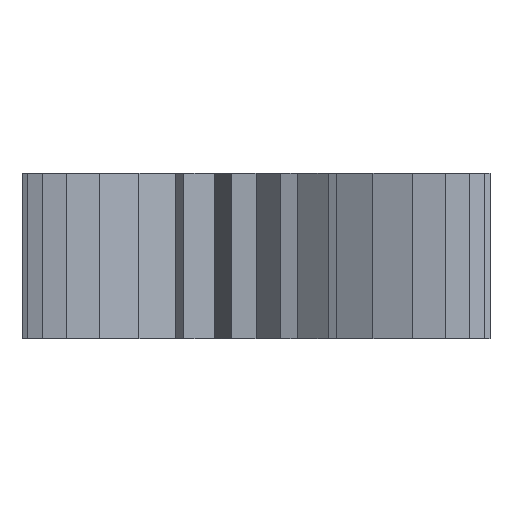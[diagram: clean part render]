
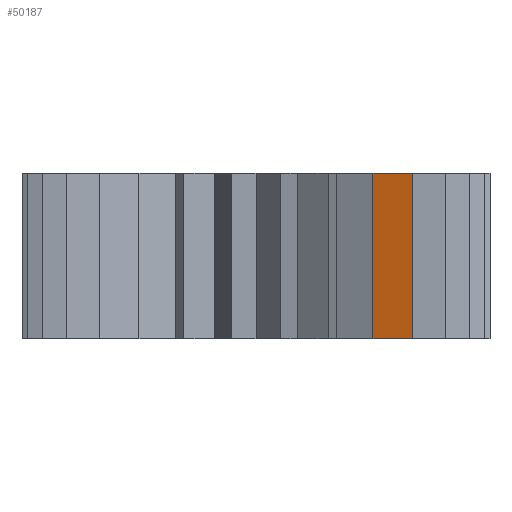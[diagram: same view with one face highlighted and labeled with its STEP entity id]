
A CAD part, front view. The second image highlights one B-rep face of the part: STEP entity #50187.
In plain terms, the highlighted planar face has unit normal (-0.309, -0.951, 0).
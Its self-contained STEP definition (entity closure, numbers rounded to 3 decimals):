
#42123 = PLANE('',#42124);
#42124 = AXIS2_PLACEMENT_3D('',#42125,#42126,#42127);
#42125 = CARTESIAN_POINT('',(30.,-87.2,265.));
#42126 = DIRECTION('',(0.,0.,1.));
#42127 = DIRECTION('',(0.309,0.951,0.));
#42317 = VERTEX_POINT('',#42318);
#42318 = CARTESIAN_POINT('',(37.05,-96.903,265.));
#46785 = VERTEX_POINT('',#46786);
#46786 = CARTESIAN_POINT('',(39.435,-97.678,265.));
#46800 = PLANE('',#46801);
#46801 = AXIS2_PLACEMENT_3D('',#46802,#46803,#46804);
#46802 = CARTESIAN_POINT('',(39.435,-97.678,255.));
#46803 = DIRECTION('',(-0.978,-0.208,0.));
#46804 = DIRECTION('',(-0.208,0.978,0.));
#46814 = EDGE_CURVE('',#42317,#46785,#46815,.T.);
#46815 = SURFACE_CURVE('',#46816,(#46820,#46827),.PCURVE_S1.);
#46816 = LINE('',#46817,#46818);
#46817 = CARTESIAN_POINT('',(16.208,-90.132,265.));
#46818 = VECTOR('',#46819,1.);
#46819 = DIRECTION('',(0.951,-0.309,0.));
#46820 = PCURVE('',#42123,#46821);
#46821 = DEFINITIONAL_REPRESENTATION('',(#46822),#46826);
#46822 = LINE('',#46823,#46824);
#46823 = CARTESIAN_POINT('',(-7.05,12.211));
#46824 = VECTOR('',#46825,1.);
#46825 = DIRECTION('',(0.,-1.));
#46826 = ( GEOMETRIC_REPRESENTATION_CONTEXT(2) 
PARAMETRIC_REPRESENTATION_CONTEXT() REPRESENTATION_CONTEXT('2D SPACE',''
  ) );
#46827 = PCURVE('',#46828,#46833);
#46828 = PLANE('',#46829);
#46829 = AXIS2_PLACEMENT_3D('',#46830,#46831,#46832);
#46830 = CARTESIAN_POINT('',(16.208,-90.132,255.));
#46831 = DIRECTION('',(0.309,0.951,0.));
#46832 = DIRECTION('',(0.951,-0.309,0.));
#46833 = DEFINITIONAL_REPRESENTATION('',(#46834),#46838);
#46834 = LINE('',#46835,#46836);
#46835 = CARTESIAN_POINT('',(0.,-10.));
#46836 = VECTOR('',#46837,1.);
#46837 = DIRECTION('',(1.,0.));
#46838 = ( GEOMETRIC_REPRESENTATION_CONTEXT(2) 
PARAMETRIC_REPRESENTATION_CONTEXT() REPRESENTATION_CONTEXT('2D SPACE',''
  ) );
#46918 = PLANE('',#46919);
#46919 = AXIS2_PLACEMENT_3D('',#46920,#46921,#46922);
#46920 = CARTESIAN_POINT('',(37.05,-99.411,255.));
#46921 = DIRECTION('',(-1.,0.,0.));
#46922 = DIRECTION('',(0.,1.,0.));
#49687 = PLANE('',#49688);
#49688 = AXIS2_PLACEMENT_3D('',#49689,#49690,#49691);
#49689 = CARTESIAN_POINT('',(30.,-87.2,255.));
#49690 = DIRECTION('',(0.,0.,1.));
#49691 = DIRECTION('',(0.309,0.951,0.));
#50143 = VERTEX_POINT('',#50144);
#50144 = CARTESIAN_POINT('',(39.435,-97.678,255.));
#50165 = EDGE_CURVE('',#50143,#46785,#50166,.T.);
#50166 = SURFACE_CURVE('',#50167,(#50171,#50178),.PCURVE_S1.);
#50167 = LINE('',#50168,#50169);
#50168 = CARTESIAN_POINT('',(39.435,-97.678,255.));
#50169 = VECTOR('',#50170,1.);
#50170 = DIRECTION('',(0.,0.,1.));
#50171 = PCURVE('',#46800,#50172);
#50172 = DEFINITIONAL_REPRESENTATION('',(#50173),#50177);
#50173 = LINE('',#50174,#50175);
#50174 = CARTESIAN_POINT('',(0.,0.));
#50175 = VECTOR('',#50176,1.);
#50176 = DIRECTION('',(0.,-1.));
#50177 = ( GEOMETRIC_REPRESENTATION_CONTEXT(2) 
PARAMETRIC_REPRESENTATION_CONTEXT() REPRESENTATION_CONTEXT('2D SPACE',''
  ) );
#50178 = PCURVE('',#46828,#50179);
#50179 = DEFINITIONAL_REPRESENTATION('',(#50180),#50184);
#50180 = LINE('',#50181,#50182);
#50181 = CARTESIAN_POINT('',(24.422,0.));
#50182 = VECTOR('',#50183,1.);
#50183 = DIRECTION('',(0.,-1.));
#50184 = ( GEOMETRIC_REPRESENTATION_CONTEXT(2) 
PARAMETRIC_REPRESENTATION_CONTEXT() REPRESENTATION_CONTEXT('2D SPACE',''
  ) );
#50187 = ADVANCED_FACE('',(#50188),#46828,.F.);
#50188 = FACE_BOUND('',#50189,.F.);
#50189 = EDGE_LOOP('',(#50190,#50213,#50232,#50233));
#50190 = ORIENTED_EDGE('',*,*,#50191,.F.);
#50191 = EDGE_CURVE('',#50192,#50143,#50194,.T.);
#50192 = VERTEX_POINT('',#50193);
#50193 = CARTESIAN_POINT('',(37.05,-96.903,255.));
#50194 = SURFACE_CURVE('',#50195,(#50199,#50206),.PCURVE_S1.);
#50195 = LINE('',#50196,#50197);
#50196 = CARTESIAN_POINT('',(16.208,-90.132,255.));
#50197 = VECTOR('',#50198,1.);
#50198 = DIRECTION('',(0.951,-0.309,0.));
#50199 = PCURVE('',#46828,#50200);
#50200 = DEFINITIONAL_REPRESENTATION('',(#50201),#50205);
#50201 = LINE('',#50202,#50203);
#50202 = CARTESIAN_POINT('',(0.,0.));
#50203 = VECTOR('',#50204,1.);
#50204 = DIRECTION('',(1.,0.));
#50205 = ( GEOMETRIC_REPRESENTATION_CONTEXT(2) 
PARAMETRIC_REPRESENTATION_CONTEXT() REPRESENTATION_CONTEXT('2D SPACE',''
  ) );
#50206 = PCURVE('',#49687,#50207);
#50207 = DEFINITIONAL_REPRESENTATION('',(#50208),#50212);
#50208 = LINE('',#50209,#50210);
#50209 = CARTESIAN_POINT('',(-7.05,12.211));
#50210 = VECTOR('',#50211,1.);
#50211 = DIRECTION('',(0.,-1.));
#50212 = ( GEOMETRIC_REPRESENTATION_CONTEXT(2) 
PARAMETRIC_REPRESENTATION_CONTEXT() REPRESENTATION_CONTEXT('2D SPACE',''
  ) );
#50213 = ORIENTED_EDGE('',*,*,#50214,.F.);
#50214 = EDGE_CURVE('',#42317,#50192,#50215,.T.);
#50215 = SURFACE_CURVE('',#50216,(#50220,#50226),.PCURVE_S1.);
#50216 = LINE('',#50217,#50218);
#50217 = CARTESIAN_POINT('',(37.05,-96.903,255.));
#50218 = VECTOR('',#50219,1.);
#50219 = DIRECTION('',(0.,0.,-1.));
#50220 = PCURVE('',#46828,#50221);
#50221 = DEFINITIONAL_REPRESENTATION('',(#50222),#50225);
#50222 = B_SPLINE_CURVE_WITH_KNOTS('',1,(#50223,#50224),.UNSPECIFIED.,
  .F.,.F.,(2,2),(-11.,1.),.PIECEWISE_BEZIER_KNOTS.);
#50223 = CARTESIAN_POINT('',(21.914,-11.));
#50224 = CARTESIAN_POINT('',(21.914,1.));
#50225 = ( GEOMETRIC_REPRESENTATION_CONTEXT(2) 
PARAMETRIC_REPRESENTATION_CONTEXT() REPRESENTATION_CONTEXT('2D SPACE',''
  ) );
#50226 = PCURVE('',#46918,#50227);
#50227 = DEFINITIONAL_REPRESENTATION('',(#50228),#50231);
#50228 = B_SPLINE_CURVE_WITH_KNOTS('',1,(#50229,#50230),.UNSPECIFIED.,
  .F.,.F.,(2,2),(-11.,1.),.PIECEWISE_BEZIER_KNOTS.);
#50229 = CARTESIAN_POINT('',(2.507,-11.));
#50230 = CARTESIAN_POINT('',(2.507,1.));
#50231 = ( GEOMETRIC_REPRESENTATION_CONTEXT(2) 
PARAMETRIC_REPRESENTATION_CONTEXT() REPRESENTATION_CONTEXT('2D SPACE',''
  ) );
#50232 = ORIENTED_EDGE('',*,*,#46814,.T.);
#50233 = ORIENTED_EDGE('',*,*,#50165,.F.);
